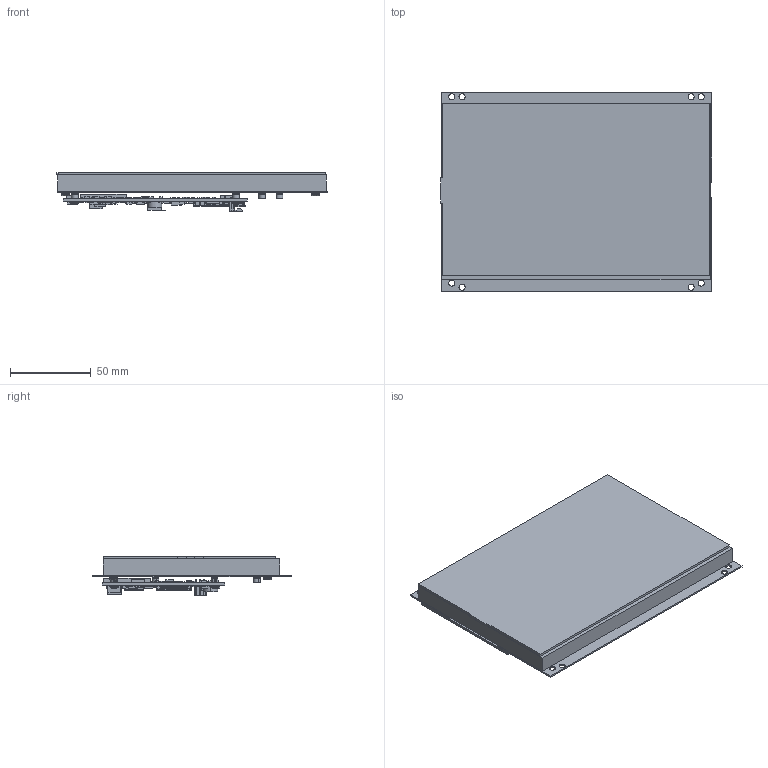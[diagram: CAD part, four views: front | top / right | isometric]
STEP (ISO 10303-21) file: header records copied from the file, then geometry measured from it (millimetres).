
FILE_DESCRIPTION (( 'STEP AP214' ), '1' );
FILE_NAME ('STEP-51-0325-111_SLCD5E-EVER-7-RES_rA1.STEP', '2016-08-24T19:49:31', ( '' ), ( '' ), 'SwSTEP 2.0', 'SolidWorks 2016', '' );
FILE_SCHEMA (( 'AUTOMOTIVE_DESIGN' ));
Length unit declared in the file: inch
Products named in the file (11): TouchEvervision7in; LCD-Ever7in-VGG804806; STEP-51-0325-111_SLCD5E-EVER-7-RES_rA1; 42-0325-001-101-401_SLCD5E_E5; 99397A344_99397A344; 91735A101-440-p1875_91735A101; 22-0047-02; PEM TSO-256-187; PEM TSO-440-187; PLATE-METAL; LCDEvervision7in
Assembly tree (20 placements, depth 3):
  STEP-51-0325-111_SLCD5E-EVER-7-RES_rA1
    LCDEvervision7in
      LCD-Ever7in-VGG804806
      TouchEvervision7in
    22-0047-02
      PLATE-METAL
      PEM TSO-440-187  x4
      PEM TSO-256-187  x2
    91735A101-440-p1875_91735A101  x4
    99397A344_99397A344  x4
    42-0325-001-101-401_SLCD5E_E5
Bounding box: 168.23 x 123.7 x 24.15 mm (x, y, z)
Volume: 154972.7 mm3; surface area: 153905 mm2
Topology: 519 solids, 519 shells, 6549 faces, 15991 edges, 10590 vertices
Faces by surface type: plane 5669, cylinder 684, cone 132, torus 32, bspline 24, sphere 8
Entity records: 253911 total; most frequent: CARTESIAN_POINT 32306, ORIENTED_EDGE 28918, DIRECTION 26990, EDGE_CURVE 14459, VECTOR 13554, LINE 13554, VERTEX_POINT 9580, AXIS2_PLACEMENT_3D 6718
